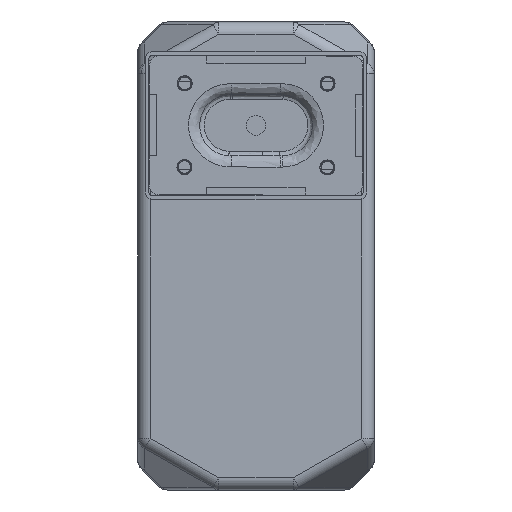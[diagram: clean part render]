
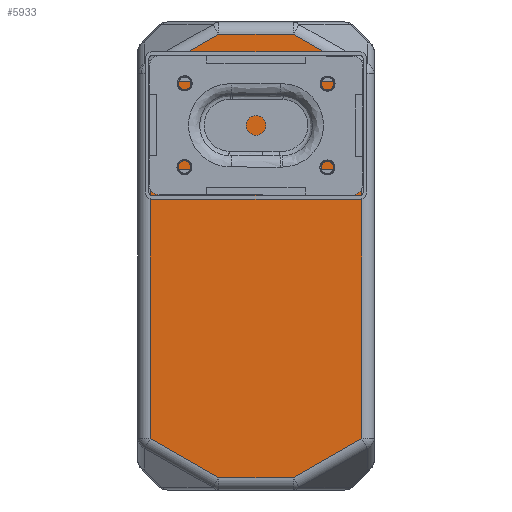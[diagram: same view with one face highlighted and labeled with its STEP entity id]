
A CAD part, front view. The second image highlights one B-rep face of the part: STEP entity #5933.
In plain terms, the highlighted face is planar.
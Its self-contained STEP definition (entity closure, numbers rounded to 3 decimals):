
#2193=DIRECTION('',(1.,0.,0.));
#2194=VECTOR('',#2193,30.277);
#2195=CARTESIAN_POINT('',(-15.139,-90.,24.));
#2196=LINE('',#2195,#2194);
#2492=DIRECTION('',(-1.,0.,0.));
#2493=VECTOR('',#2492,30.277);
#2494=CARTESIAN_POINT('',(15.139,90.,24.));
#2495=LINE('',#2494,#2493);
#2500=DIRECTION('',(-0.868,-0.496,0.));
#2501=VECTOR('',#2500,32.09);
#2502=CARTESIAN_POINT('',(43.,-74.079,24.));
#2503=LINE('',#2502,#2501);
#2504=DIRECTION('',(-0.868,0.496,0.));
#2505=VECTOR('',#2504,32.09);
#2506=CARTESIAN_POINT('',(-15.139,-90.,24.));
#2507=LINE('',#2506,#2505);
#2508=DIRECTION('',(0.868,0.496,0.));
#2509=VECTOR('',#2508,32.09);
#2510=CARTESIAN_POINT('',(-43.,74.079,24.));
#2511=LINE('',#2510,#2509);
#2512=DIRECTION('',(0.868,-0.496,0.));
#2513=VECTOR('',#2512,32.09);
#2514=CARTESIAN_POINT('',(15.139,90.,24.));
#2515=LINE('',#2514,#2513);
#2549=DIRECTION('',(0.,1.,0.));
#2550=VECTOR('',#2549,148.158);
#2551=CARTESIAN_POINT('',(43.,-74.079,24.));
#2552=LINE('',#2551,#2550);
#4547=DIRECTION('',(0.,-1.,0.));
#4548=VECTOR('',#4547,148.158);
#4549=CARTESIAN_POINT('',(-43.,74.079,24.));
#4550=LINE('',#4549,#4548);
#4787=CARTESIAN_POINT('',(15.139,-90.,24.));
#4789=VERTEX_POINT('',#4787);
#4792=CARTESIAN_POINT('',(-15.139,-90.,24.));
#4793=VERTEX_POINT('',#4792);
#4900=CARTESIAN_POINT('',(15.139,90.,24.));
#4901=CARTESIAN_POINT('',(-15.139,90.,24.));
#4902=VERTEX_POINT('',#4900);
#4903=VERTEX_POINT('',#4901);
#4908=CARTESIAN_POINT('',(43.,-74.079,24.));
#4909=VERTEX_POINT('',#4908);
#4910=CARTESIAN_POINT('',(-43.,-74.079,24.));
#4911=VERTEX_POINT('',#4910);
#4912=CARTESIAN_POINT('',(-43.,74.079,24.));
#4913=VERTEX_POINT('',#4912);
#4914=CARTESIAN_POINT('',(43.,74.079,24.));
#4915=VERTEX_POINT('',#4914);
#5912=CARTESIAN_POINT('',(-48.,-95.,24.));
#5913=DIRECTION('',(0.,0.,1.));
#5914=DIRECTION('',(1.,0.,0.));
#5915=AXIS2_PLACEMENT_3D('',#5912,#5913,#5914);
#5916=PLANE('',#5915);
#5918=ORIENTED_EDGE('',*,*,#5917,.T.);
#5919=ORIENTED_EDGE('',*,*,#5624,.F.);
#5921=ORIENTED_EDGE('',*,*,#5920,.T.);
#5923=ORIENTED_EDGE('',*,*,#5922,.F.);
#5925=ORIENTED_EDGE('',*,*,#5924,.T.);
#5926=ORIENTED_EDGE('',*,*,#5898,.F.);
#5928=ORIENTED_EDGE('',*,*,#5927,.T.);
#5930=ORIENTED_EDGE('',*,*,#5929,.F.);
#5931=EDGE_LOOP('',(#5918,#5919,#5921,#5923,#5925,#5926,#5928,#5930));
#5932=FACE_OUTER_BOUND('',#5931,.F.);
#5933=ADVANCED_FACE('',(#5932),#5916,.T.);
#5624=EDGE_CURVE('',#4793,#4789,#2196,.T.);
#5898=EDGE_CURVE('',#4902,#4903,#2495,.T.);
#5917=EDGE_CURVE('',#4909,#4789,#2503,.T.);
#5920=EDGE_CURVE('',#4793,#4911,#2507,.T.);
#5922=EDGE_CURVE('',#4913,#4911,#4550,.T.);
#5924=EDGE_CURVE('',#4913,#4903,#2511,.T.);
#5927=EDGE_CURVE('',#4902,#4915,#2515,.T.);
#5929=EDGE_CURVE('',#4909,#4915,#2552,.T.);
